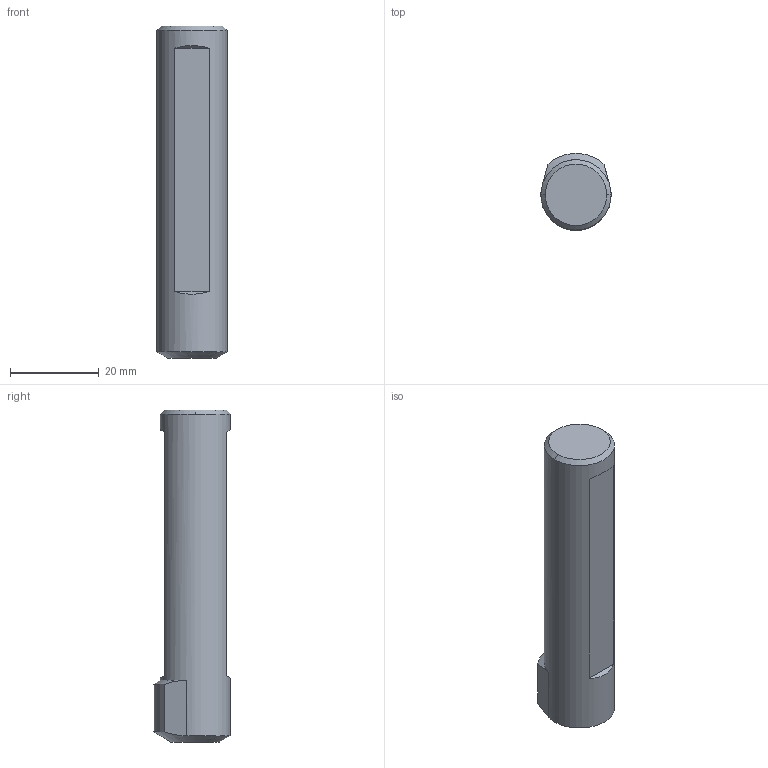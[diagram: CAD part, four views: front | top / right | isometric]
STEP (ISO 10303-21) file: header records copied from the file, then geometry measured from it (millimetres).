
FILE_DESCRIPTION(/* description */ (''),/* implementation_level */ '2;1');
FILE_NAME(/* name */ '1586151844576.stp',/* time_stamp */ '2020-04-06T11:14:31+06:00',/* author */ (''),/* organization */ ('SMS'),/* preprocessor_version */ 'ST-DEVELOPER v16.7',/* originating_system */ 'SIEMENS PLM Software NX 12.0',/* authorisation */ '');
FILE_SCHEMA (('AUTOMOTIVE_DESIGN { 1 0 10303 214 3 1 1 1 }'));
Length unit declared in the file: millimetre
Products named in the file (1): 202042238mod000_00
Bounding box: 15.88 x 17.38 x 75 mm (x, y, z)
Volume: 13286.3 mm3; surface area: 4795.8 mm2
Topology: 1 solids, 2 shells, 22 faces, 48 edges, 34 vertices
Faces by surface type: plane 12, cone 7, cylinder 3
Full cylindrical faces by diameter (mm): 7 x1, 15.875 x1
Entity records: 729 total; most frequent: CARTESIAN_POINT 144, DIRECTION 114, ORIENTED_EDGE 104, EDGE_CURVE 52, AXIS2_PLACEMENT_3D 44, VERTEX_POINT 39, EDGE_LOOP 27, LINE 26
